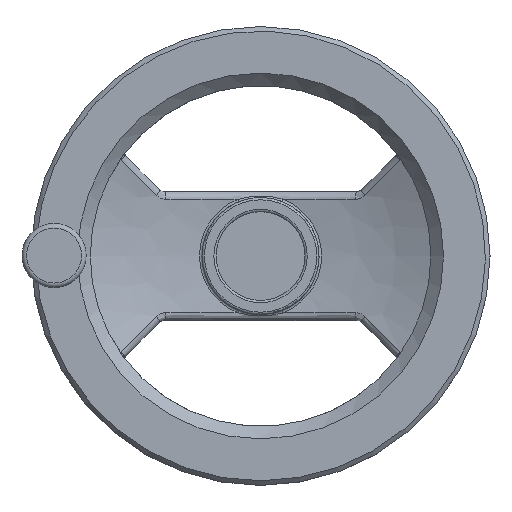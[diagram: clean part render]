
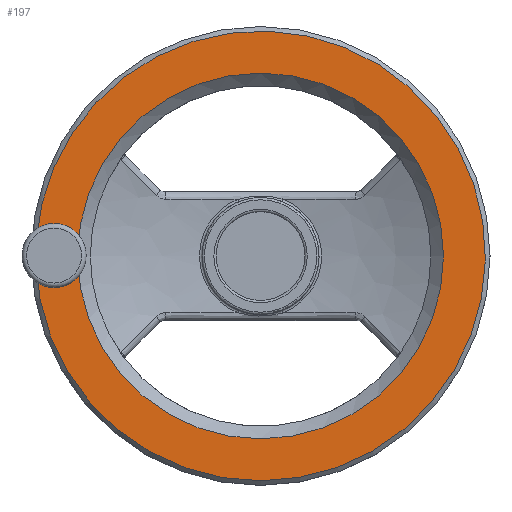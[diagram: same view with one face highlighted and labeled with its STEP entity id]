
A CAD part, top view. The second image highlights one B-rep face of the part: STEP entity #197.
In plain terms, the highlighted planar face has unit normal (0, 0, 1).
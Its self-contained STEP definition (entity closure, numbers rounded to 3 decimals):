
#197 = ADVANCED_FACE( '', ( #496, #497 ), #498, .F. );
#496 = FACE_OUTER_BOUND( '', #1454, .T. );
#497 = FACE_BOUND( '', #1455, .T. );
#498 = PLANE( '', #1456 );
#1454 = EDGE_LOOP( '', ( #5328, #5329, #5330, #5331, #5332 ) );
#1455 = EDGE_LOOP( '', ( #5333 ) );
#1456 = AXIS2_PLACEMENT_3D( '', #5334, #5335, #5336 );
#5328 = ORIENTED_EDGE( '', *, *, #6107, .T. );
#5329 = ORIENTED_EDGE( '', *, *, #6108, .T. );
#5330 = ORIENTED_EDGE( '', *, *, #6109, .T. );
#5331 = ORIENTED_EDGE( '', *, *, #6110, .T. );
#5332 = ORIENTED_EDGE( '', *, *, #6027, .T. );
#5333 = ORIENTED_EDGE( '', *, *, #6111, .F. );
#5334 = CARTESIAN_POINT( '', ( 0., 100., 46. ) );
#5335 = DIRECTION( '', ( 0., 0., -1. ) );
#5336 = DIRECTION( '', ( -1., 0., 0. ) );
#6027 = EDGE_CURVE( '', #6376, #6374, #6377, .T. );
#6107 = EDGE_CURVE( '', #6374, #6510, #6511, .F. );
#6108 = EDGE_CURVE( '', #6510, #6512, #6513, .T. );
#6109 = EDGE_CURVE( '', #6512, #6514, #6515, .T. );
#6110 = EDGE_CURVE( '', #6514, #6376, #6516, .T. );
#6111 = EDGE_CURVE( '', #6517, #6517, #6518, .T. );
#6374 = VERTEX_POINT( '', #6869 );
#6376 = VERTEX_POINT( '', #6872 );
#6377 = LINE( '', #6873, #6874 );
#6510 = VERTEX_POINT( '', #7542 );
#6511 = CIRCLE( '', #7543, 98. );
#6512 = VERTEX_POINT( '', #7544 );
#6513 = CIRCLE( '', #7545, 9.8 );
#6514 = VERTEX_POINT( '', #7546 );
#6515 = LINE( '', #7547, #7548 );
#6516 = CIRCLE( '', #7549, 9.8 );
#6517 = VERTEX_POINT( '', #7550 );
#6518 = CIRCLE( '', #7551, 79.72 );
#6869 = CARTESIAN_POINT( '', ( -97.971, -2.396, 46. ) );
#6872 = CARTESIAN_POINT( '', ( -95.884, -7.837, 46. ) );
#6873 = CARTESIAN_POINT( '', ( -99.236, 0.903, 46. ) );
#6874 = VECTOR( '', #9356, 1000. );
#7542 = CARTESIAN_POINT( '', ( -97.822, 5.904, 46. ) );
#7543 = AXIS2_PLACEMENT_3D( '', #9459, #9460, #9461 );
#7544 = CARTESIAN_POINT( '', ( -84.116, 7.837, 46. ) );
#7545 = AXIS2_PLACEMENT_3D( '', #9462, #9463, #9464 );
#7546 = CARTESIAN_POINT( '', ( -80.385, -1.893, 46. ) );
#7547 = CARTESIAN_POINT( '', ( -80.364, -1.947, 46. ) );
#7548 = VECTOR( '', #9465, 1000. );
#7549 = AXIS2_PLACEMENT_3D( '', #9466, #9467, #9468 );
#7550 = CARTESIAN_POINT( '', ( 79.72, 0., 46. ) );
#7551 = AXIS2_PLACEMENT_3D( '', #9469, #9470, #9471 );
#9356 = DIRECTION( '', ( -0.358, 0.934, 0. ) );
#9459 = CARTESIAN_POINT( '', ( 0., 0., 46. ) );
#9460 = DIRECTION( '', ( 0., 0., -1. ) );
#9461 = DIRECTION( '', ( -1., 0., 0. ) );
#9462 = CARTESIAN_POINT( '', ( -90., 0., 46. ) );
#9463 = DIRECTION( '', ( 0., 0., -1. ) );
#9464 = DIRECTION( '', ( -0.934, -0.358, 0. ) );
#9465 = DIRECTION( '', ( 0.358, -0.934, 0. ) );
#9466 = CARTESIAN_POINT( '', ( -90., 0., 46. ) );
#9467 = DIRECTION( '', ( 0., 0., -1. ) );
#9468 = DIRECTION( '', ( -0.934, -0.358, 0. ) );
#9469 = CARTESIAN_POINT( '', ( 0., 0., 46. ) );
#9470 = DIRECTION( '', ( 0., 0., 1. ) );
#9471 = DIRECTION( '', ( 1., 0., 0. ) );
